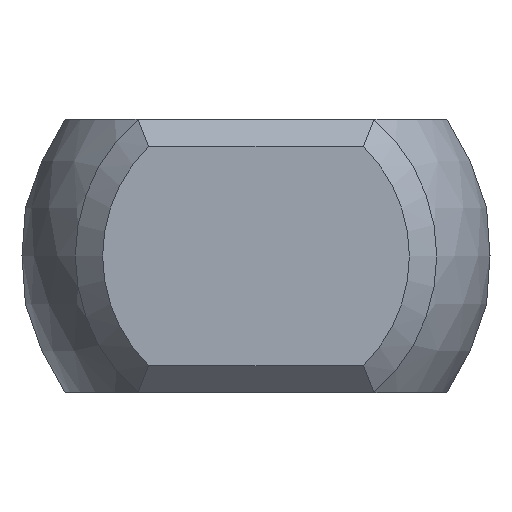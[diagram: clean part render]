
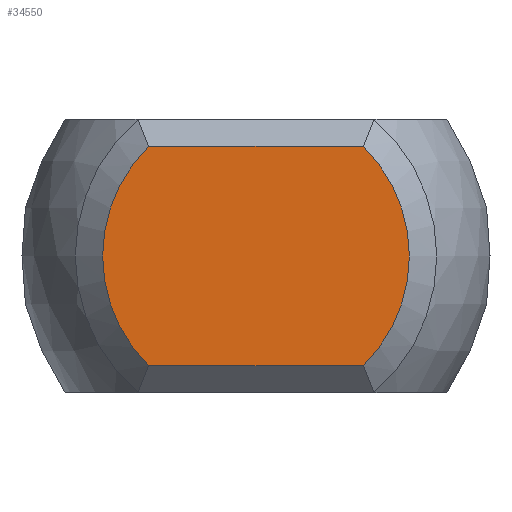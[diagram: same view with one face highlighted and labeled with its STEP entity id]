
A CAD part, left-side view. The second image highlights one B-rep face of the part: STEP entity #34550.
In plain terms, the highlighted planar face has unit normal (-1, 0, 0).
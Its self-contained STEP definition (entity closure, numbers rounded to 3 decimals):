
#31717 = PLANE('',#31718);
#31718 = AXIS2_PLACEMENT_3D('',#31719,#31720,#31721);
#31719 = CARTESIAN_POINT('',(-21.625,3.125,2.25));
#31720 = DIRECTION('',(0.707,0.,-0.707));
#31721 = DIRECTION('',(-0.707,0.,-0.707));
#33899 = EDGE_CURVE('',#33900,#33902,#33904,.T.);
#33900 = VERTEX_POINT('',#33901);
#33901 = CARTESIAN_POINT('',(-21.875,-1.96,-2.));
#33902 = VERTEX_POINT('',#33903);
#33903 = CARTESIAN_POINT('',(-21.875,-1.96,2.));
#33904 = SURFACE_CURVE('',#33905,(#33910,#33922),.PCURVE_S1.);
#33905 = CIRCLE('',#33906,2.8);
#33906 = AXIS2_PLACEMENT_3D('',#33907,#33908,#33909);
#33907 = CARTESIAN_POINT('',(-21.875,0.,0.));
#33908 = DIRECTION('',(-1.,0.,0.));
#33909 = DIRECTION('',(0.,-1.,0.));
#33910 = PCURVE('',#33911,#33916);
#33911 = CONICAL_SURFACE('',#33912,3.05,0.785);
#33912 = AXIS2_PLACEMENT_3D('',#33913,#33914,#33915);
#33913 = CARTESIAN_POINT('',(-21.625,0.,0.));
#33914 = DIRECTION('',(1.,0.,0.));
#33915 = DIRECTION('',(0.,-1.,0.));
#33916 = DEFINITIONAL_REPRESENTATION('',(#33917),#33921);
#33917 = LINE('',#33918,#33919);
#33918 = CARTESIAN_POINT('',(6.283,-0.25));
#33919 = VECTOR('',#33920,1.);
#33920 = DIRECTION('',(-1.,0.));
#33921 = ( GEOMETRIC_REPRESENTATION_CONTEXT(2) 
PARAMETRIC_REPRESENTATION_CONTEXT() REPRESENTATION_CONTEXT('2D SPACE',''
  ) );
#33922 = PCURVE('',#33923,#33928);
#33923 = PLANE('',#33924);
#33924 = AXIS2_PLACEMENT_3D('',#33925,#33926,#33927);
#33925 = CARTESIAN_POINT('',(-21.875,0.,0.));
#33926 = DIRECTION('',(1.,0.,0.));
#33927 = DIRECTION('',(0.,0.,-1.));
#33928 = DEFINITIONAL_REPRESENTATION('',(#33929),#33937);
#33929 = ( BOUNDED_CURVE() B_SPLINE_CURVE(2,(#33930,#33931,#33932,#33933
    ,#33934,#33935,#33936),.UNSPECIFIED.,.T.,.F.) 
B_SPLINE_CURVE_WITH_KNOTS((1,2,2,2,2,1),(-2.094,0.,
    2.094,4.189,6.283,8.378),
.UNSPECIFIED.) CURVE() GEOMETRIC_REPRESENTATION_ITEM() 
RATIONAL_B_SPLINE_CURVE((1.,0.5,1.,0.5,1.,0.5,1.)) REPRESENTATION_ITEM(
  '') );
#33930 = CARTESIAN_POINT('',(0.,-2.8));
#33931 = CARTESIAN_POINT('',(-4.85,-2.8));
#33932 = CARTESIAN_POINT('',(-2.425,1.4));
#33933 = CARTESIAN_POINT('',(0.,5.6));
#33934 = CARTESIAN_POINT('',(2.425,1.4));
#33935 = CARTESIAN_POINT('',(4.85,-2.8));
#33936 = CARTESIAN_POINT('',(0.,-2.8));
#33937 = ( GEOMETRIC_REPRESENTATION_CONTEXT(2) 
PARAMETRIC_REPRESENTATION_CONTEXT() REPRESENTATION_CONTEXT('2D SPACE',''
  ) );
#33955 = PLANE('',#33956);
#33956 = AXIS2_PLACEMENT_3D('',#33957,#33958,#33959);
#33957 = CARTESIAN_POINT('',(-21.625,-3.125,-2.25));
#33958 = DIRECTION('',(0.707,0.,0.707)
  );
#33959 = DIRECTION('',(0.707,0.,-0.707));
#34015 = EDGE_CURVE('',#33902,#34016,#34018,.T.);
#34016 = VERTEX_POINT('',#34017);
#34017 = CARTESIAN_POINT('',(-21.875,1.96,2.));
#34018 = SURFACE_CURVE('',#34019,(#34023,#34030),.PCURVE_S1.);
#34019 = LINE('',#34020,#34021);
#34020 = CARTESIAN_POINT('',(-21.875,3.125,2.));
#34021 = VECTOR('',#34022,1.);
#34022 = DIRECTION('',(0.,1.,0.));
#34023 = PCURVE('',#31717,#34024);
#34024 = DEFINITIONAL_REPRESENTATION('',(#34025),#34029);
#34025 = LINE('',#34026,#34027);
#34026 = CARTESIAN_POINT('',(0.354,0.));
#34027 = VECTOR('',#34028,1.);
#34028 = DIRECTION('',(0.,1.));
#34029 = ( GEOMETRIC_REPRESENTATION_CONTEXT(2) 
PARAMETRIC_REPRESENTATION_CONTEXT() REPRESENTATION_CONTEXT('2D SPACE',''
  ) );
#34030 = PCURVE('',#33923,#34031);
#34031 = DEFINITIONAL_REPRESENTATION('',(#34032),#34036);
#34032 = LINE('',#34033,#34034);
#34033 = CARTESIAN_POINT('',(-2.,3.125));
#34034 = VECTOR('',#34035,1.);
#34035 = DIRECTION('',(0.,1.));
#34036 = ( GEOMETRIC_REPRESENTATION_CONTEXT(2) 
PARAMETRIC_REPRESENTATION_CONTEXT() REPRESENTATION_CONTEXT('2D SPACE',''
  ) );
#34056 = CONICAL_SURFACE('',#34057,3.05,0.785);
#34057 = AXIS2_PLACEMENT_3D('',#34058,#34059,#34060);
#34058 = CARTESIAN_POINT('',(-21.625,0.,0.));
#34059 = DIRECTION('',(1.,0.,0.));
#34060 = DIRECTION('',(-0.,1.,0.));
#34070 = EDGE_CURVE('',#34016,#34071,#34073,.T.);
#34071 = VERTEX_POINT('',#34072);
#34072 = CARTESIAN_POINT('',(-21.875,1.96,-2.));
#34073 = SURFACE_CURVE('',#34074,(#34079,#34086),.PCURVE_S1.);
#34074 = CIRCLE('',#34075,2.8);
#34075 = AXIS2_PLACEMENT_3D('',#34076,#34077,#34078);
#34076 = CARTESIAN_POINT('',(-21.875,0.,0.));
#34077 = DIRECTION('',(-1.,0.,0.));
#34078 = DIRECTION('',(0.,1.,0.));
#34079 = PCURVE('',#34056,#34080);
#34080 = DEFINITIONAL_REPRESENTATION('',(#34081),#34085);
#34081 = LINE('',#34082,#34083);
#34082 = CARTESIAN_POINT('',(6.283,-0.25));
#34083 = VECTOR('',#34084,1.);
#34084 = DIRECTION('',(-1.,0.));
#34085 = ( GEOMETRIC_REPRESENTATION_CONTEXT(2) 
PARAMETRIC_REPRESENTATION_CONTEXT() REPRESENTATION_CONTEXT('2D SPACE',''
  ) );
#34086 = PCURVE('',#33923,#34087);
#34087 = DEFINITIONAL_REPRESENTATION('',(#34088),#34096);
#34088 = ( BOUNDED_CURVE() B_SPLINE_CURVE(2,(#34089,#34090,#34091,#34092
    ,#34093,#34094,#34095),.UNSPECIFIED.,.T.,.F.) 
B_SPLINE_CURVE_WITH_KNOTS((1,2,2,2,2,1),(-2.094,0.,
    2.094,4.189,6.283,8.378),
.UNSPECIFIED.) CURVE() GEOMETRIC_REPRESENTATION_ITEM() 
RATIONAL_B_SPLINE_CURVE((1.,0.5,1.,0.5,1.,0.5,1.)) REPRESENTATION_ITEM(
  '') );
#34089 = CARTESIAN_POINT('',(0.,2.8));
#34090 = CARTESIAN_POINT('',(4.85,2.8));
#34091 = CARTESIAN_POINT('',(2.425,-1.4));
#34092 = CARTESIAN_POINT('',(0.,-5.6));
#34093 = CARTESIAN_POINT('',(-2.425,-1.4));
#34094 = CARTESIAN_POINT('',(-4.85,2.8));
#34095 = CARTESIAN_POINT('',(0.,2.8));
#34096 = ( GEOMETRIC_REPRESENTATION_CONTEXT(2) 
PARAMETRIC_REPRESENTATION_CONTEXT() REPRESENTATION_CONTEXT('2D SPACE',''
  ) );
#34170 = EDGE_CURVE('',#34071,#33900,#34171,.T.);
#34171 = SURFACE_CURVE('',#34172,(#34176,#34183),.PCURVE_S1.);
#34172 = LINE('',#34173,#34174);
#34173 = CARTESIAN_POINT('',(-21.875,-3.125,-2.));
#34174 = VECTOR('',#34175,1.);
#34175 = DIRECTION('',(0.,-1.,0.));
#34176 = PCURVE('',#33955,#34177);
#34177 = DEFINITIONAL_REPRESENTATION('',(#34178),#34182);
#34178 = LINE('',#34179,#34180);
#34179 = CARTESIAN_POINT('',(-0.354,0.));
#34180 = VECTOR('',#34181,1.);
#34181 = DIRECTION('',(0.,-1.));
#34182 = ( GEOMETRIC_REPRESENTATION_CONTEXT(2) 
PARAMETRIC_REPRESENTATION_CONTEXT() REPRESENTATION_CONTEXT('2D SPACE',''
  ) );
#34183 = PCURVE('',#33923,#34184);
#34184 = DEFINITIONAL_REPRESENTATION('',(#34185),#34189);
#34185 = LINE('',#34186,#34187);
#34186 = CARTESIAN_POINT('',(2.,-3.125));
#34187 = VECTOR('',#34188,1.);
#34188 = DIRECTION('',(0.,-1.));
#34189 = ( GEOMETRIC_REPRESENTATION_CONTEXT(2) 
PARAMETRIC_REPRESENTATION_CONTEXT() REPRESENTATION_CONTEXT('2D SPACE',''
  ) );
#34550 = ADVANCED_FACE('',(#34551),#33923,.F.);
#34551 = FACE_BOUND('',#34552,.T.);
#34552 = EDGE_LOOP('',(#34553,#34554,#34555,#34556));
#34553 = ORIENTED_EDGE('',*,*,#33899,.T.);
#34554 = ORIENTED_EDGE('',*,*,#34015,.T.);
#34555 = ORIENTED_EDGE('',*,*,#34070,.T.);
#34556 = ORIENTED_EDGE('',*,*,#34170,.T.);
